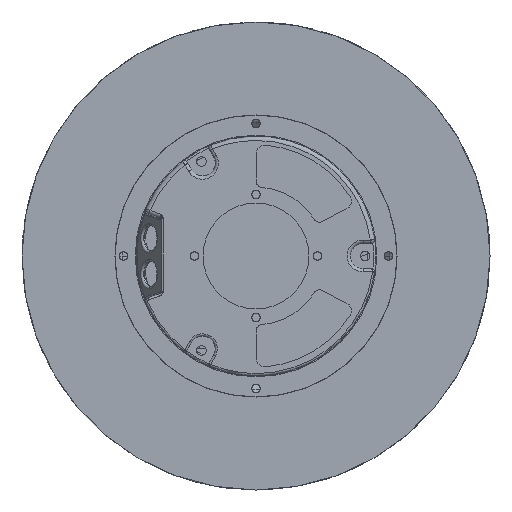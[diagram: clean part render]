
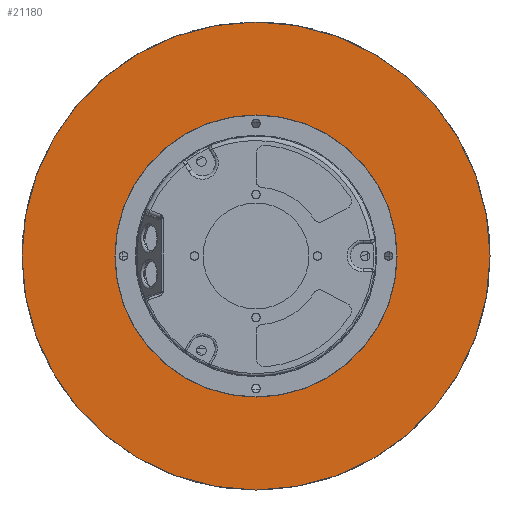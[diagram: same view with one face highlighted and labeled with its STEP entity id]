
A CAD part, front view. The second image highlights one B-rep face of the part: STEP entity #21180.
In plain terms, the highlighted face is planar.
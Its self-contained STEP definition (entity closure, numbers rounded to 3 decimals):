
#18877=CARTESIAN_POINT('',(0.,0.,2.654));
#18878=DIRECTION('',(0.,0.,1.));
#18879=DIRECTION('',(-1.,0.,0.));
#18880=AXIS2_PLACEMENT_3D('',#18877,#18878,#18879);
#18882=CARTESIAN_POINT('',(0.,0.,2.654));
#18883=DIRECTION('',(0.,0.,-1.));
#18884=DIRECTION('',(-1.,0.,0.));
#18885=AXIS2_PLACEMENT_3D('',#18882,#18883,#18884);
#18887=CARTESIAN_POINT('',(0.,0.,2.654));
#18888=DIRECTION('',(0.,0.,-1.));
#18889=DIRECTION('',(-1.,0.,0.));
#18890=AXIS2_PLACEMENT_3D('',#18887,#18888,#18889);
#18902=CARTESIAN_POINT('',(0.,0.,2.654));
#18903=DIRECTION('',(0.,0.,1.));
#18904=DIRECTION('',(-1.,0.,0.));
#18905=AXIS2_PLACEMENT_3D('',#18902,#18903,#18904);
#19186=CARTESIAN_POINT('',(-110.428,0.,2.654));
#19188=VERTEX_POINT('',#19186);
#19189=CARTESIAN_POINT('',(-66.562,0.,2.654));
#19191=VERTEX_POINT('',#19189);
#19228=CARTESIAN_POINT('',(110.428,0.,2.654));
#19230=VERTEX_POINT('',#19228);
#19231=CARTESIAN_POINT('',(66.562,0.,
2.654));
#19233=VERTEX_POINT('',#19231);
#21165=CARTESIAN_POINT('',(0.,0.,2.654));
#21166=DIRECTION('',(0.,0.,-1.));
#21167=DIRECTION('',(1.,0.,0.));
#21168=AXIS2_PLACEMENT_3D('',#21165,#21166,#21167);
#21169=PLANE('',#21168);
#21170=ORIENTED_EDGE('',*,*,#19977,.F.);
#21171=ORIENTED_EDGE('',*,*,#20551,.T.);
#21172=EDGE_LOOP('',(#21170,#21171));
#21173=FACE_OUTER_BOUND('',#21172,.F.);
#21175=ORIENTED_EDGE('',*,*,#21174,.F.);
#21177=ORIENTED_EDGE('',*,*,#21176,.T.);
#21178=EDGE_LOOP('',(#21175,#21177));
#21179=FACE_BOUND('',#21178,.F.);
#18881=CIRCLE('',#18880,110.428);
#18886=CIRCLE('',#18885,110.428);
#18891=CIRCLE('',#18890,66.562);
#18906=CIRCLE('',#18905,66.562);
#19977=EDGE_CURVE('',#19188,#19230,#18881,.T.);
#20551=EDGE_CURVE('',#19188,#19230,#18886,.T.);
#21174=EDGE_CURVE('',#19191,#19233,#18891,.T.);
#21176=EDGE_CURVE('',#19191,#19233,#18906,.T.);
#21180=ADVANCED_FACE('',(#21173,#21179),#21169,.F.);
